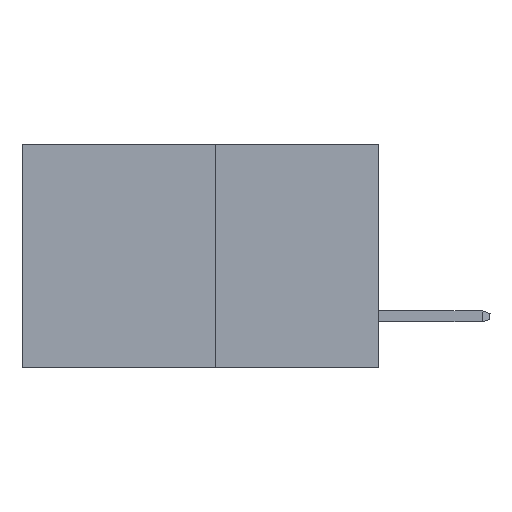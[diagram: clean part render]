
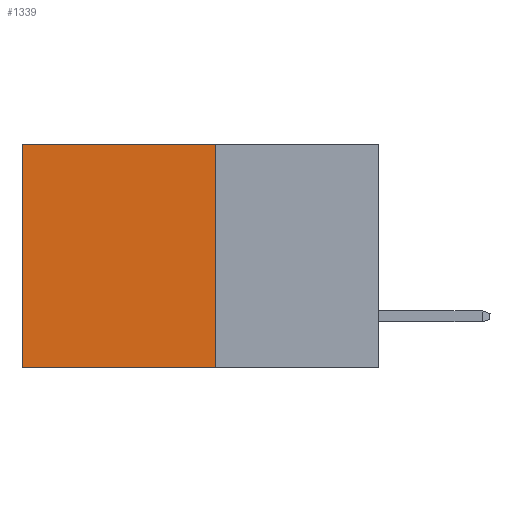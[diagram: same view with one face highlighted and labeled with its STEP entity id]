
A CAD part, left-side view. The second image highlights one B-rep face of the part: STEP entity #1339.
In plain terms, the highlighted planar face has unit normal (-1, 0, 0).
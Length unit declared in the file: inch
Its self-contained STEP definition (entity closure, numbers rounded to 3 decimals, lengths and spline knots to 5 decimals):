
#71 = VERTEX_POINT ( 'NONE', #5028 ) ;
#836 = LINE ( 'NONE', #4971, #8865 ) ;
#1339 = ADVANCED_FACE ( 'NONE', ( #1378 ), #7989, .F. ) ;
#1378 = FACE_OUTER_BOUND ( 'NONE', #1819, .T. ) ;
#1428 = ORIENTED_EDGE ( 'NONE', *, *, #6962, .T. ) ;
#1442 = DIRECTION ( 'NONE',  ( 0., 0., -1. ) ) ;
#1518 = LINE ( 'NONE', #1549, #9605 ) ;
#1549 = CARTESIAN_POINT ( 'NONE',  ( 0.277, 0.27, -0.37 ) ) ;
#1635 = VERTEX_POINT ( 'NONE', #9583 ) ;
#1746 = VERTEX_POINT ( 'NONE', #9734 ) ;
#1819 = EDGE_LOOP ( 'NONE', ( #1428, #6412, #7104, #7329 ) ) ;
#1947 = VERTEX_POINT ( 'NONE', #9567 ) ;
#1976 = VECTOR ( 'NONE', #6775, 39.37008 ) ;
#2166 = EDGE_CURVE ( 'NONE', #1746, #1947, #836, .T. ) ;
#2253 = LINE ( 'NONE', #8261, #1976 ) ;
#3087 = EDGE_CURVE ( 'NONE', #71, #1635, #9389, .T. ) ;
#3509 = CARTESIAN_POINT ( 'NONE',  ( 0.277, 0.27, 0. ) ) ;
#3896 = DIRECTION ( 'NONE',  ( 0., 1., 0. ) ) ;
#4555 = AXIS2_PLACEMENT_3D ( 'NONE', #6422, #9055, #8621 ) ;
#4971 = CARTESIAN_POINT ( 'NONE',  ( 0.277, 0.27, -0.37 ) ) ;
#5028 = CARTESIAN_POINT ( 'NONE',  ( 0.277, 0.27, 0. ) ) ;
#5499 = EDGE_CURVE ( 'NONE', #71, #1746, #1518, .T. ) ;
#5506 = VECTOR ( 'NONE', #3896, 39.37008 ) ;
#6412 = ORIENTED_EDGE ( 'NONE', *, *, #2166, .F. ) ;
#6422 = CARTESIAN_POINT ( 'NONE',  ( 0.277, 0.27, -0.37 ) ) ;
#6775 = DIRECTION ( 'NONE',  ( 0., 0., -1. ) ) ;
#6962 = EDGE_CURVE ( 'NONE', #1635, #1947, #2253, .T. ) ;
#7104 = ORIENTED_EDGE ( 'NONE', *, *, #5499, .F. ) ;
#7329 = ORIENTED_EDGE ( 'NONE', *, *, #3087, .T. ) ;
#7989 = PLANE ( 'NONE',  #4555 ) ;
#8261 = CARTESIAN_POINT ( 'NONE',  ( 0.277, 0.59, -0.37 ) ) ;
#8621 = DIRECTION ( 'NONE',  ( 0., 0., -1. ) ) ;
#8643 = DIRECTION ( 'NONE',  ( 0., 1., 0. ) ) ;
#8865 = VECTOR ( 'NONE', #8643, 39.37008 ) ;
#9055 = DIRECTION ( 'NONE',  ( 1., 0., 0. ) ) ;
#9389 = LINE ( 'NONE', #3509, #5506 ) ;
#9567 = CARTESIAN_POINT ( 'NONE',  ( 0.277, 0.59, -0.37 ) ) ;
#9583 = CARTESIAN_POINT ( 'NONE',  ( 0.277, 0.59, 0. ) ) ;
#9605 = VECTOR ( 'NONE', #1442, 39.37008 ) ;
#9734 = CARTESIAN_POINT ( 'NONE',  ( 0.277, 0.27, -0.37 ) ) ;
